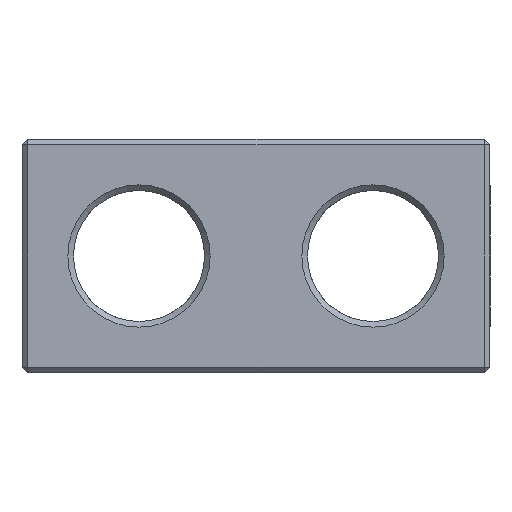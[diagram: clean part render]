
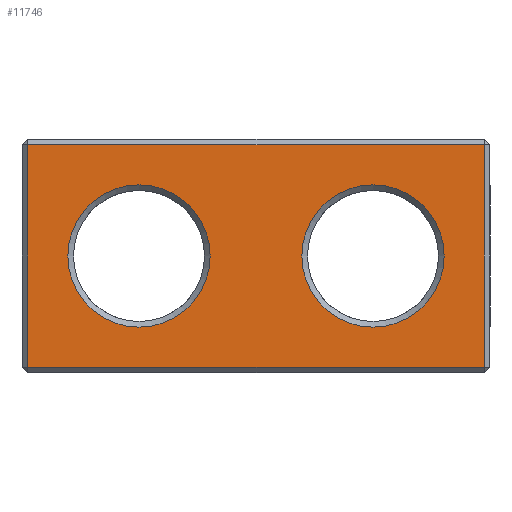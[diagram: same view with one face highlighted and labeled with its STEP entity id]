
A CAD part, left-side view. The second image highlights one B-rep face of the part: STEP entity #11746.
In plain terms, the highlighted planar face has unit normal (-1, 0, 0).
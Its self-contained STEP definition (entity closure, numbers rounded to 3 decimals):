
#1117 = PLANE('',#1118);
#1118 = AXIS2_PLACEMENT_3D('',#1119,#1120,#1121);
#1119 = CARTESIAN_POINT('',(-193.6,18.75,0.15));
#1120 = DIRECTION('',(-0.707,0.,
    -0.707));
#1121 = DIRECTION('',(0.,1.,0.));
#5456 = CONICAL_SURFACE('',#5457,3.5,0.785);
#5457 = AXIS2_PLACEMENT_3D('',#5458,#5459,#5460);
#5458 = CARTESIAN_POINT('',(-193.45,0.,6.25));
#5459 = DIRECTION('',(-1.,-0.,-0.));
#5460 = DIRECTION('',(0.,0.,1.));
#6379 = VERTEX_POINT('',#6380);
#6380 = CARTESIAN_POINT('',(-193.75,18.45,0.3));
#6401 = EDGE_CURVE('',#6379,#6402,#6404,.T.);
#6402 = VERTEX_POINT('',#6403);
#6403 = CARTESIAN_POINT('',(-193.75,-5.95,0.3));
#6404 = SURFACE_CURVE('',#6405,(#6409,#6416),.PCURVE_S1.);
#6405 = LINE('',#6406,#6407);
#6406 = CARTESIAN_POINT('',(-193.75,18.75,0.3));
#6407 = VECTOR('',#6408,1.);
#6408 = DIRECTION('',(0.,-1.,0.));
#6409 = PCURVE('',#1117,#6410);
#6410 = DEFINITIONAL_REPRESENTATION('',(#6411),#6415);
#6411 = LINE('',#6412,#6413);
#6412 = CARTESIAN_POINT('',(0.,-0.212));
#6413 = VECTOR('',#6414,1.);
#6414 = DIRECTION('',(-1.,0.));
#6415 = ( GEOMETRIC_REPRESENTATION_CONTEXT(2) 
PARAMETRIC_REPRESENTATION_CONTEXT() REPRESENTATION_CONTEXT('2D SPACE',''
  ) );
#6416 = PCURVE('',#6417,#6422);
#6417 = PLANE('',#6418);
#6418 = AXIS2_PLACEMENT_3D('',#6419,#6420,#6421);
#6419 = CARTESIAN_POINT('',(-193.75,18.75,0.));
#6420 = DIRECTION('',(1.,0.,0.));
#6421 = DIRECTION('',(0.,-1.,0.));
#6422 = DEFINITIONAL_REPRESENTATION('',(#6423),#6427);
#6423 = LINE('',#6424,#6425);
#6424 = CARTESIAN_POINT('',(0.,-0.3));
#6425 = VECTOR('',#6426,1.);
#6426 = DIRECTION('',(1.,0.));
#6427 = ( GEOMETRIC_REPRESENTATION_CONTEXT(2) 
PARAMETRIC_REPRESENTATION_CONTEXT() REPRESENTATION_CONTEXT('2D SPACE',''
  ) );
#9530 = CONICAL_SURFACE('',#9531,3.5,0.785);
#9531 = AXIS2_PLACEMENT_3D('',#9532,#9533,#9534);
#9532 = CARTESIAN_POINT('',(-193.45,12.5,6.25));
#9533 = DIRECTION('',(-1.,-0.,0.));
#9534 = DIRECTION('',(0.,0.,1.));
#9885 = VERTEX_POINT('',#9886);
#9886 = CARTESIAN_POINT('',(-193.75,0.,10.05)
  );
#9907 = EDGE_CURVE('',#9885,#9885,#9908,.T.);
#9908 = SURFACE_CURVE('',#9909,(#9914,#9921),.PCURVE_S1.);
#9909 = CIRCLE('',#9910,3.8);
#9910 = AXIS2_PLACEMENT_3D('',#9911,#9912,#9913);
#9911 = CARTESIAN_POINT('',(-193.75,0.,6.25));
#9912 = DIRECTION('',(-1.,0.,0.));
#9913 = DIRECTION('',(0.,0.,1.));
#9914 = PCURVE('',#5456,#9915);
#9915 = DEFINITIONAL_REPRESENTATION('',(#9916),#9920);
#9916 = LINE('',#9917,#9918);
#9917 = CARTESIAN_POINT('',(0.,0.3));
#9918 = VECTOR('',#9919,1.);
#9919 = DIRECTION('',(1.,0.));
#9920 = ( GEOMETRIC_REPRESENTATION_CONTEXT(2) 
PARAMETRIC_REPRESENTATION_CONTEXT() REPRESENTATION_CONTEXT('2D SPACE',''
  ) );
#9921 = PCURVE('',#6417,#9922);
#9922 = DEFINITIONAL_REPRESENTATION('',(#9923),#9931);
#9923 = ( BOUNDED_CURVE() B_SPLINE_CURVE(2,(#9924,#9925,#9926,#9927,
#9928,#9929,#9930),.UNSPECIFIED.,.T.,.F.) B_SPLINE_CURVE_WITH_KNOTS((1,2
    ,2,2,2,1),(-2.094,0.,2.094,4.189,
6.283,8.378),.UNSPECIFIED.) CURVE() 
GEOMETRIC_REPRESENTATION_ITEM() RATIONAL_B_SPLINE_CURVE((1.,0.5,1.,0.5,
1.,0.5,1.)) REPRESENTATION_ITEM('') );
#9924 = CARTESIAN_POINT('',(18.75,-10.05));
#9925 = CARTESIAN_POINT('',(12.168,-10.05));
#9926 = CARTESIAN_POINT('',(15.459,-4.35));
#9927 = CARTESIAN_POINT('',(18.75,1.35));
#9928 = CARTESIAN_POINT('',(22.041,-4.35));
#9929 = CARTESIAN_POINT('',(25.332,-10.05));
#9930 = CARTESIAN_POINT('',(18.75,-10.05));
#9931 = ( GEOMETRIC_REPRESENTATION_CONTEXT(2) 
PARAMETRIC_REPRESENTATION_CONTEXT() REPRESENTATION_CONTEXT('2D SPACE',''
  ) );
#10066 = PLANE('',#10067);
#10067 = AXIS2_PLACEMENT_3D('',#10068,#10069,#10070);
#10068 = CARTESIAN_POINT('',(-193.6,18.6,0.));
#10069 = DIRECTION('',(-0.707,0.707,0.));
#10070 = DIRECTION('',(-0.,-0.,-1.));
#11196 = PLANE('',#11197);
#11197 = AXIS2_PLACEMENT_3D('',#11198,#11199,#11200);
#11198 = CARTESIAN_POINT('',(-193.6,-6.1,0.));
#11199 = DIRECTION('',(-0.707,-0.707,0.));
#11200 = DIRECTION('',(-0.,-0.,-1.));
#11746 = ADVANCED_FACE('',(#11747,#11822,#11825),#6417,.F.);
#11747 = FACE_BOUND('',#11748,.F.);
#11748 = EDGE_LOOP('',(#11749,#11779,#11800,#11801));
#11749 = ORIENTED_EDGE('',*,*,#11750,.T.);
#11750 = EDGE_CURVE('',#11751,#11753,#11755,.T.);
#11751 = VERTEX_POINT('',#11752);
#11752 = CARTESIAN_POINT('',(-193.75,18.45,12.2));
#11753 = VERTEX_POINT('',#11754);
#11754 = CARTESIAN_POINT('',(-193.75,-5.95,12.2));
#11755 = SURFACE_CURVE('',#11756,(#11760,#11767),.PCURVE_S1.);
#11756 = LINE('',#11757,#11758);
#11757 = CARTESIAN_POINT('',(-193.75,18.75,12.2));
#11758 = VECTOR('',#11759,1.);
#11759 = DIRECTION('',(0.,-1.,0.));
#11760 = PCURVE('',#6417,#11761);
#11761 = DEFINITIONAL_REPRESENTATION('',(#11762),#11766);
#11762 = LINE('',#11763,#11764);
#11763 = CARTESIAN_POINT('',(0.,-12.2));
#11764 = VECTOR('',#11765,1.);
#11765 = DIRECTION('',(1.,0.));
#11766 = ( GEOMETRIC_REPRESENTATION_CONTEXT(2) 
PARAMETRIC_REPRESENTATION_CONTEXT() REPRESENTATION_CONTEXT('2D SPACE',''
  ) );
#11767 = PCURVE('',#11768,#11773);
#11768 = PLANE('',#11769);
#11769 = AXIS2_PLACEMENT_3D('',#11770,#11771,#11772);
#11770 = CARTESIAN_POINT('',(-193.6,18.75,12.35));
#11771 = DIRECTION('',(0.707,0.,-0.707));
#11772 = DIRECTION('',(0.,1.,0.));
#11773 = DEFINITIONAL_REPRESENTATION('',(#11774),#11778);
#11774 = LINE('',#11775,#11776);
#11775 = CARTESIAN_POINT('',(-0.,-0.212));
#11776 = VECTOR('',#11777,1.);
#11777 = DIRECTION('',(-1.,0.));
#11778 = ( GEOMETRIC_REPRESENTATION_CONTEXT(2) 
PARAMETRIC_REPRESENTATION_CONTEXT() REPRESENTATION_CONTEXT('2D SPACE',''
  ) );
#11779 = ORIENTED_EDGE('',*,*,#11780,.F.);
#11780 = EDGE_CURVE('',#6402,#11753,#11781,.T.);
#11781 = SURFACE_CURVE('',#11782,(#11786,#11793),.PCURVE_S1.);
#11782 = LINE('',#11783,#11784);
#11783 = CARTESIAN_POINT('',(-193.75,-5.95,0.));
#11784 = VECTOR('',#11785,1.);
#11785 = DIRECTION('',(0.,0.,1.));
#11786 = PCURVE('',#6417,#11787);
#11787 = DEFINITIONAL_REPRESENTATION('',(#11788),#11792);
#11788 = LINE('',#11789,#11790);
#11789 = CARTESIAN_POINT('',(24.7,0.));
#11790 = VECTOR('',#11791,1.);
#11791 = DIRECTION('',(0.,-1.));
#11792 = ( GEOMETRIC_REPRESENTATION_CONTEXT(2) 
PARAMETRIC_REPRESENTATION_CONTEXT() REPRESENTATION_CONTEXT('2D SPACE',''
  ) );
#11793 = PCURVE('',#11196,#11794);
#11794 = DEFINITIONAL_REPRESENTATION('',(#11795),#11799);
#11795 = LINE('',#11796,#11797);
#11796 = CARTESIAN_POINT('',(-0.,-0.212));
#11797 = VECTOR('',#11798,1.);
#11798 = DIRECTION('',(-1.,0.));
#11799 = ( GEOMETRIC_REPRESENTATION_CONTEXT(2) 
PARAMETRIC_REPRESENTATION_CONTEXT() REPRESENTATION_CONTEXT('2D SPACE',''
  ) );
#11800 = ORIENTED_EDGE('',*,*,#6401,.F.);
#11801 = ORIENTED_EDGE('',*,*,#11802,.T.);
#11802 = EDGE_CURVE('',#6379,#11751,#11803,.T.);
#11803 = SURFACE_CURVE('',#11804,(#11808,#11815),.PCURVE_S1.);
#11804 = LINE('',#11805,#11806);
#11805 = CARTESIAN_POINT('',(-193.75,18.45,0.));
#11806 = VECTOR('',#11807,1.);
#11807 = DIRECTION('',(0.,0.,1.));
#11808 = PCURVE('',#6417,#11809);
#11809 = DEFINITIONAL_REPRESENTATION('',(#11810),#11814);
#11810 = LINE('',#11811,#11812);
#11811 = CARTESIAN_POINT('',(0.3,0.));
#11812 = VECTOR('',#11813,1.);
#11813 = DIRECTION('',(0.,-1.));
#11814 = ( GEOMETRIC_REPRESENTATION_CONTEXT(2) 
PARAMETRIC_REPRESENTATION_CONTEXT() REPRESENTATION_CONTEXT('2D SPACE',''
  ) );
#11815 = PCURVE('',#10066,#11816);
#11816 = DEFINITIONAL_REPRESENTATION('',(#11817),#11821);
#11817 = LINE('',#11818,#11819);
#11818 = CARTESIAN_POINT('',(-0.,0.212));
#11819 = VECTOR('',#11820,1.);
#11820 = DIRECTION('',(-1.,0.));
#11821 = ( GEOMETRIC_REPRESENTATION_CONTEXT(2) 
PARAMETRIC_REPRESENTATION_CONTEXT() REPRESENTATION_CONTEXT('2D SPACE',''
  ) );
#11822 = FACE_BOUND('',#11823,.F.);
#11823 = EDGE_LOOP('',(#11824));
#11824 = ORIENTED_EDGE('',*,*,#9907,.T.);
#11825 = FACE_BOUND('',#11826,.F.);
#11826 = EDGE_LOOP('',(#11827));
#11827 = ORIENTED_EDGE('',*,*,#11828,.T.);
#11828 = EDGE_CURVE('',#11829,#11829,#11831,.T.);
#11829 = VERTEX_POINT('',#11830);
#11830 = CARTESIAN_POINT('',(-193.75,12.5,10.05));
#11831 = SURFACE_CURVE('',#11832,(#11837,#11848),.PCURVE_S1.);
#11832 = CIRCLE('',#11833,3.8);
#11833 = AXIS2_PLACEMENT_3D('',#11834,#11835,#11836);
#11834 = CARTESIAN_POINT('',(-193.75,12.5,6.25));
#11835 = DIRECTION('',(-1.,0.,0.));
#11836 = DIRECTION('',(0.,0.,1.));
#11837 = PCURVE('',#6417,#11838);
#11838 = DEFINITIONAL_REPRESENTATION('',(#11839),#11847);
#11839 = ( BOUNDED_CURVE() B_SPLINE_CURVE(2,(#11840,#11841,#11842,#11843
    ,#11844,#11845,#11846),.UNSPECIFIED.,.T.,.F.) 
B_SPLINE_CURVE_WITH_KNOTS((1,2,2,2,2,1),(-2.094,0.,
    2.094,4.189,6.283,8.378),
.UNSPECIFIED.) CURVE() GEOMETRIC_REPRESENTATION_ITEM() 
RATIONAL_B_SPLINE_CURVE((1.,0.5,1.,0.5,1.,0.5,1.)) REPRESENTATION_ITEM(
  '') );
#11840 = CARTESIAN_POINT('',(6.25,-10.05));
#11841 = CARTESIAN_POINT('',(-0.332,-10.05));
#11842 = CARTESIAN_POINT('',(2.959,-4.35));
#11843 = CARTESIAN_POINT('',(6.25,1.35));
#11844 = CARTESIAN_POINT('',(9.541,-4.35));
#11845 = CARTESIAN_POINT('',(12.832,-10.05));
#11846 = CARTESIAN_POINT('',(6.25,-10.05));
#11847 = ( GEOMETRIC_REPRESENTATION_CONTEXT(2) 
PARAMETRIC_REPRESENTATION_CONTEXT() REPRESENTATION_CONTEXT('2D SPACE',''
  ) );
#11848 = PCURVE('',#9530,#11849);
#11849 = DEFINITIONAL_REPRESENTATION('',(#11850),#11854);
#11850 = LINE('',#11851,#11852);
#11851 = CARTESIAN_POINT('',(0.,0.3));
#11852 = VECTOR('',#11853,1.);
#11853 = DIRECTION('',(1.,0.));
#11854 = ( GEOMETRIC_REPRESENTATION_CONTEXT(2) 
PARAMETRIC_REPRESENTATION_CONTEXT() REPRESENTATION_CONTEXT('2D SPACE',''
  ) );
